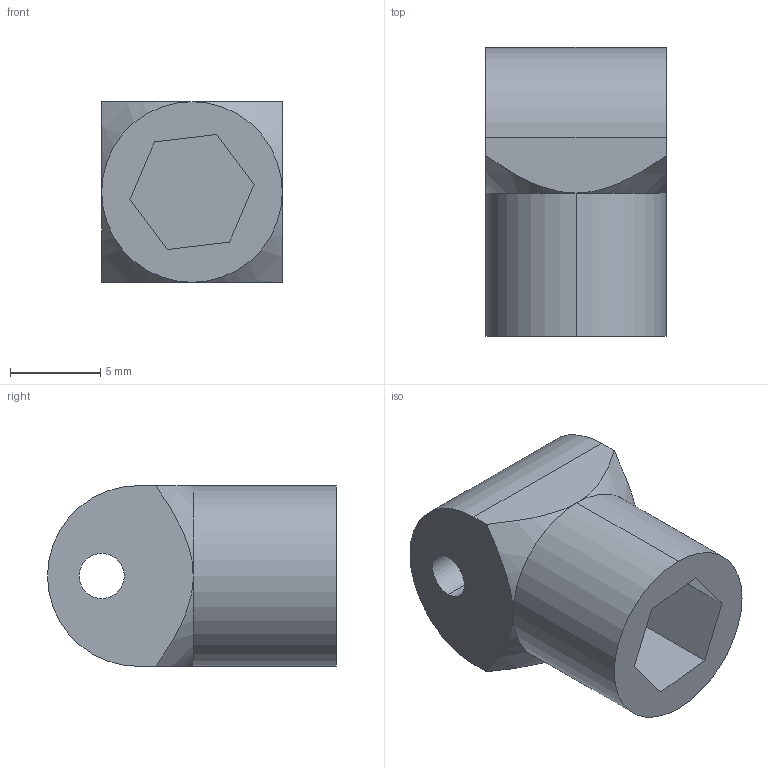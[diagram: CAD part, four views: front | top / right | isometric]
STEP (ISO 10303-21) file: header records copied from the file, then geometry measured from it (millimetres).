
FILE_DESCRIPTION (( 'STEP AP203' ), '1' );
FILE_NAME ('PIcameraHolderPart3.STEP', '2018-10-23T07:06:15', ( '' ), ( '' ), 'SwSTEP 2.0', 'SolidWorks 2016', '' );
FILE_SCHEMA (( 'CONFIG_CONTROL_DESIGN' ));
Length unit declared in the file: millimetre
Products named in the file (1): PIcameraHolderPart3
Bounding box: 10 x 16 x 10 mm (x, y, z)
Volume: 948.2 mm3; surface area: 963.4 mm2
Topology: 1 solids, 1 shells, 26 faces, 63 edges, 40 vertices
Faces by surface type: plane 16, cylinder 6, cone 4
Entity records: 910 total; most frequent: CARTESIAN_POINT 218, DIRECTION 127, ORIENTED_EDGE 126, EDGE_CURVE 63, AXIS2_PLACEMENT_3D 45, VERTEX_POINT 40, LINE 37, VECTOR 37
